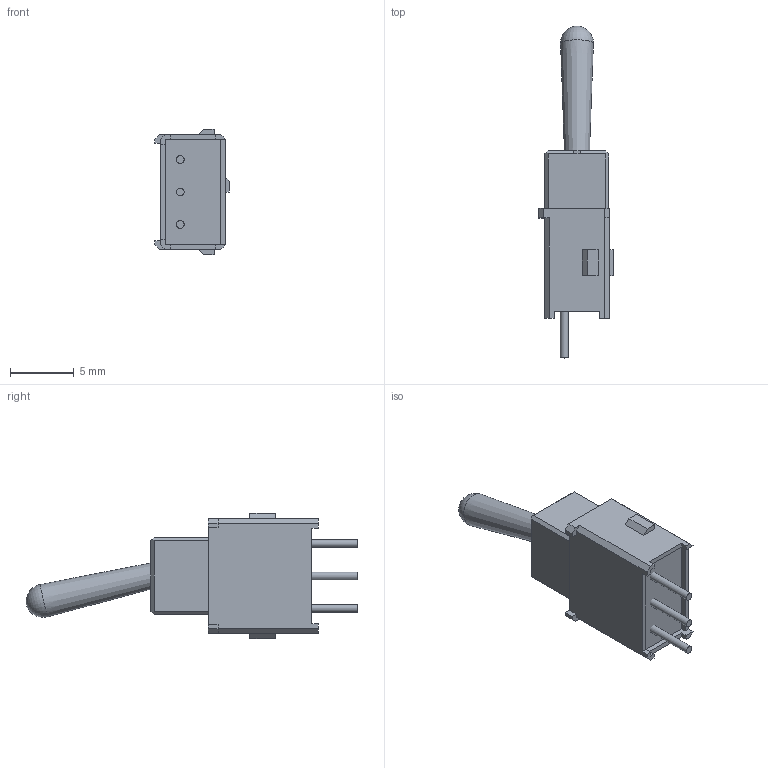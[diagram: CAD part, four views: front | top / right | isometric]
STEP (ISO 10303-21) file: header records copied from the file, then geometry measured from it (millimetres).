
FILE_DESCRIPTION(/* description */ ('STEP AP214'),/* implementation_level */ '2;1');
FILE_NAME(/* name */ 'A18AP',/* time_stamp */ '2023-09-11T18:47:44+02:00',/* author */ ('License CC BY-ND 4.0'),/* organization */ ('CADENAS'),/* preprocessor_version */ 'ST-DEVELOPER v19.3',/* originating_system */ 'PARTsolutions',/* authorisation */ ' ');
FILE_SCHEMA (('AUTOMOTIVE_DESIGN {1 0 10303 214 3 1 1}'));
Length unit declared in the file: inch
Products named in the file (4): A18AP; AA-toggle-toggle; A18P-toggle-terminals; A1-toggle-body
Assembly tree (3 placements, depth 2):
  A18AP
    AA-toggle-toggle
    A18P-toggle-terminals
    A1-toggle-body
Bounding box: 5.84 x 25.97 x 9.8 mm (x, y, z)
Volume: 530.3 mm3; surface area: 581.8 mm2
Topology: 3 solids, 3 shells, 92 faces, 233 edges, 154 vertices
Faces by surface type: plane 86, cylinder 4, cone 1, torus 1
Full cylindrical faces by diameter (mm): 0.61 x3, 3.556 x1
Entity records: 2776 total; most frequent: CARTESIAN_POINT 474, ORIENTED_EDGE 450, DIRECTION 427, EDGE_CURVE 225, LINE 215, VECTOR 215, VERTEX_POINT 153, FACE_BOUND 106
